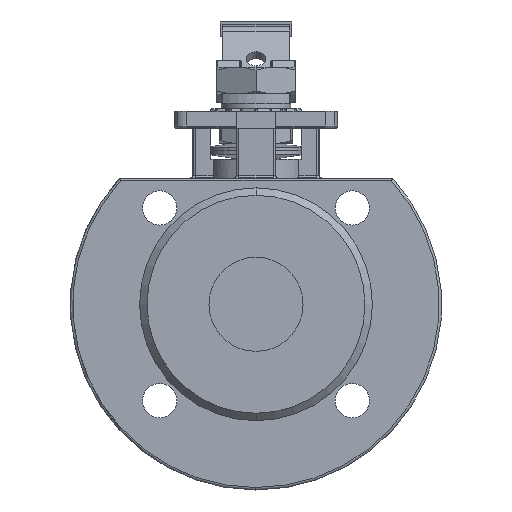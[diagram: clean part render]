
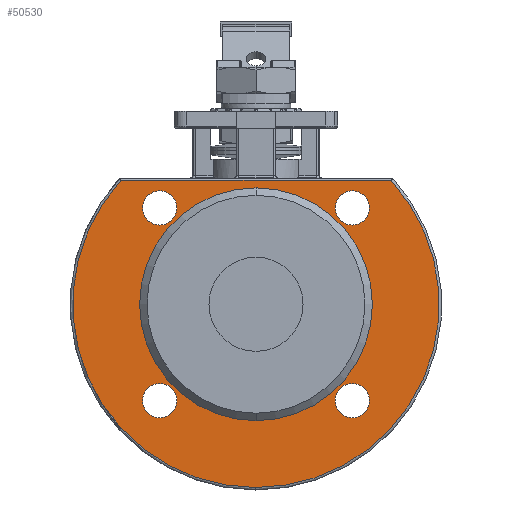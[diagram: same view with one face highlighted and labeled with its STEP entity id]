
A CAD part, left-side view. The second image highlights one B-rep face of the part: STEP entity #50530.
In plain terms, the highlighted planar face has unit normal (-1, 0, 0).
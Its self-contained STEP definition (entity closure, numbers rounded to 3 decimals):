
#13556=CARTESIAN_POINT('',(-29.5,0.218,-74.));
#13557=VERTEX_POINT('',#13556);
#13565=CARTESIAN_POINT('',(-29.5,54.553,50.));
#13566=VERTEX_POINT('',#13565);
#13567=CARTESIAN_POINT('',(-29.5,0.,0.));
#13568=DIRECTION('',(1.,0.,0.));
#13569=DIRECTION('',(0.,0.003,-1.));
#13570=AXIS2_PLACEMENT_3D('',#13567,#13568,#13569);
#13571=CIRCLE('',#13570,74.);
#13572=EDGE_CURVE('',#13557,#13566,#13571,.T.);
#14338=CARTESIAN_POINT('',(-29.5,0.,47.));
#14339=VERTEX_POINT('',#14338);
#14355=CARTESIAN_POINT('',(-29.5,-0.,-47.));
#14356=VERTEX_POINT('',#14355);
#14363=CARTESIAN_POINT('',(-29.5,0.,0.));
#14364=DIRECTION('',(1.,0.,-0.));
#14365=DIRECTION('',(0.,0.,1.));
#14366=AXIS2_PLACEMENT_3D('',#14363,#14364,#14365);
#14367=CIRCLE('',#14366,47.);
#14368=EDGE_CURVE('',#14339,#14356,#14367,.T.);
#14378=CARTESIAN_POINT('',(-29.5,-45.808,38.891));
#14379=VERTEX_POINT('',#14378);
#14388=CARTESIAN_POINT('',(-29.5,-31.973,38.891));
#14389=VERTEX_POINT('',#14388);
#14390=CARTESIAN_POINT('',(-29.5,-38.891,38.891));
#14391=DIRECTION('',(1.,0.,0.));
#14392=DIRECTION('',(0.,-1.,0.));
#14393=AXIS2_PLACEMENT_3D('',#14390,#14391,#14392);
#14394=CIRCLE('',#14393,6.918);
#14395=EDGE_CURVE('',#14389,#14379,#14394,.T.);
#14420=CARTESIAN_POINT('',(-29.5,-38.891,-45.808));
#14421=VERTEX_POINT('',#14420);
#14430=CARTESIAN_POINT('',(-29.5,-38.891,-31.973));
#14431=VERTEX_POINT('',#14430);
#14432=CARTESIAN_POINT('',(-29.5,-38.891,-38.891));
#14433=DIRECTION('',(1.,0.,0.));
#14434=DIRECTION('',(0.,-0.,-1.));
#14435=AXIS2_PLACEMENT_3D('',#14432,#14433,#14434);
#14436=CIRCLE('',#14435,6.918);
#14437=EDGE_CURVE('',#14431,#14421,#14436,.T.);
#14462=CARTESIAN_POINT('',(-29.5,45.808,-38.891));
#14463=VERTEX_POINT('',#14462);
#14472=CARTESIAN_POINT('',(-29.5,31.973,-38.891));
#14473=VERTEX_POINT('',#14472);
#14474=CARTESIAN_POINT('',(-29.5,38.891,-38.891));
#14475=DIRECTION('',(1.,0.,0.));
#14476=DIRECTION('',(0.,1.,-0.));
#14477=AXIS2_PLACEMENT_3D('',#14474,#14475,#14476);
#14478=CIRCLE('',#14477,6.918);
#14479=EDGE_CURVE('',#14473,#14463,#14478,.T.);
#14504=CARTESIAN_POINT('',(-29.5,38.891,45.808));
#14505=VERTEX_POINT('',#14504);
#14514=CARTESIAN_POINT('',(-29.5,38.891,31.973));
#14515=VERTEX_POINT('',#14514);
#14516=CARTESIAN_POINT('',(-29.5,38.891,38.891));
#14517=DIRECTION('',(1.,0.,-0.));
#14518=DIRECTION('',(0.,0.,1.));
#14519=AXIS2_PLACEMENT_3D('',#14516,#14517,#14518);
#14520=CIRCLE('',#14519,6.918);
#14521=EDGE_CURVE('',#14515,#14505,#14520,.T.);
#49477=CARTESIAN_POINT('',(-29.5,38.891,38.891));
#49478=DIRECTION('',(1.,0.,-0.));
#49479=DIRECTION('',(0.,0.,1.));
#49480=AXIS2_PLACEMENT_3D('',#49477,#49478,#49479);
#49481=CIRCLE('',#49480,6.918);
#49482=EDGE_CURVE('',#14505,#14515,#49481,.T.);
#49501=CARTESIAN_POINT('',(-29.5,38.891,-38.891));
#49502=DIRECTION('',(1.,0.,0.));
#49503=DIRECTION('',(0.,1.,-0.));
#49504=AXIS2_PLACEMENT_3D('',#49501,#49502,#49503);
#49505=CIRCLE('',#49504,6.918);
#49506=EDGE_CURVE('',#14463,#14473,#49505,.T.);
#49525=CARTESIAN_POINT('',(-29.5,-38.891,-38.891));
#49526=DIRECTION('',(1.,0.,0.));
#49527=DIRECTION('',(0.,-0.,-1.));
#49528=AXIS2_PLACEMENT_3D('',#49525,#49526,#49527);
#49529=CIRCLE('',#49528,6.918);
#49530=EDGE_CURVE('',#14421,#14431,#49529,.T.);
#49549=CARTESIAN_POINT('',(-29.5,-38.891,38.891));
#49550=DIRECTION('',(1.,0.,0.));
#49551=DIRECTION('',(0.,-1.,0.));
#49552=AXIS2_PLACEMENT_3D('',#49549,#49550,#49551);
#49553=CIRCLE('',#49552,6.918);
#49554=EDGE_CURVE('',#14379,#14389,#49553,.T.);
#49565=CARTESIAN_POINT('',(-29.5,0.,0.));
#49566=DIRECTION('',(1.,0.,-0.));
#49567=DIRECTION('',(0.,0.,1.));
#49568=AXIS2_PLACEMENT_3D('',#49565,#49566,#49567);
#49569=CIRCLE('',#49568,47.);
#49570=EDGE_CURVE('',#14356,#14339,#49569,.T.);
#50459=CARTESIAN_POINT('',(-29.5,-54.553,50.));
#50460=VERTEX_POINT('',#50459);
#50489=CARTESIAN_POINT('',(-29.5,0.,61.));
#50490=DIRECTION('',(-1.,0.,0.));
#50491=DIRECTION('',(0.,-1.,0.));
#50492=AXIS2_PLACEMENT_3D('',#50489,#50490,#50491);
#50493=PLANE('',#50492);
#50494=CARTESIAN_POINT('',(-29.5,54.553,50.));
#50495=DIRECTION('',(0.,-1.,0.));
#50496=VECTOR('',#50495,109.105);
#50497=LINE('',#50494,#50496);
#50498=EDGE_CURVE('',#13566,#50460,#50497,.T.);
#50499=ORIENTED_EDGE('',*,*,#50498,.F.);
#50500=ORIENTED_EDGE('',*,*,#13572,.F.);
#50501=CARTESIAN_POINT('',(-29.5,0.,0.));
#50502=DIRECTION('',(1.,0.,0.));
#50503=DIRECTION('',(0.,0.003,-1.));
#50504=AXIS2_PLACEMENT_3D('',#50501,#50502,#50503);
#50505=CIRCLE('',#50504,74.);
#50506=EDGE_CURVE('',#50460,#13557,#50505,.T.);
#50507=ORIENTED_EDGE('',*,*,#50506,.F.);
#50508=EDGE_LOOP('',(#50499,#50500,#50507));
#50509=FACE_BOUND('',#50508,.T.);
#50510=ORIENTED_EDGE('',*,*,#49570,.T.);
#50511=ORIENTED_EDGE('',*,*,#14368,.T.);
#50512=EDGE_LOOP('',(#50510,#50511));
#50513=FACE_BOUND('',#50512,.T.);
#50514=ORIENTED_EDGE('',*,*,#14395,.T.);
#50515=ORIENTED_EDGE('',*,*,#49554,.T.);
#50516=EDGE_LOOP('',(#50514,#50515));
#50517=FACE_BOUND('',#50516,.T.);
#50518=ORIENTED_EDGE('',*,*,#14437,.T.);
#50519=ORIENTED_EDGE('',*,*,#49530,.T.);
#50520=EDGE_LOOP('',(#50518,#50519));
#50521=FACE_BOUND('',#50520,.T.);
#50522=ORIENTED_EDGE('',*,*,#14479,.T.);
#50523=ORIENTED_EDGE('',*,*,#49506,.T.);
#50524=EDGE_LOOP('',(#50522,#50523));
#50525=FACE_BOUND('',#50524,.T.);
#50526=ORIENTED_EDGE('',*,*,#14521,.T.);
#50527=ORIENTED_EDGE('',*,*,#49482,.T.);
#50528=EDGE_LOOP('',(#50526,#50527));
#50529=FACE_BOUND('',#50528,.T.);
#50530=ADVANCED_FACE('',(#50509,#50513,#50517,#50521,#50525,#50529),#50493,.T.);
